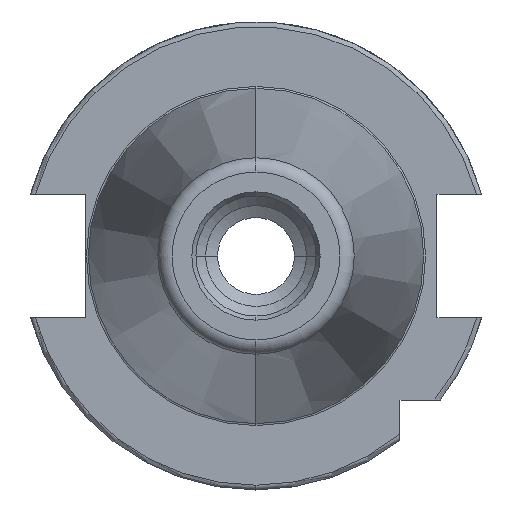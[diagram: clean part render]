
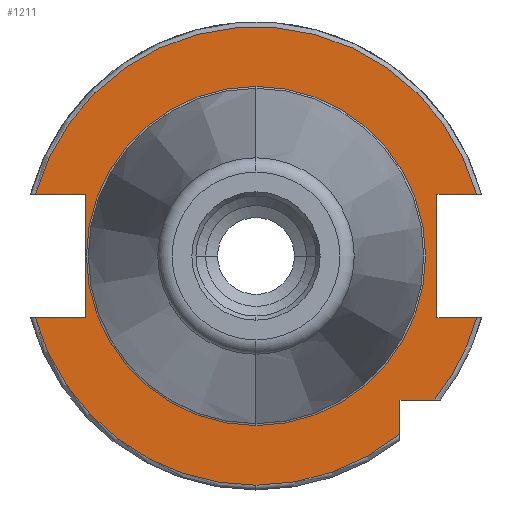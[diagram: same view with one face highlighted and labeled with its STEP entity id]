
A CAD part, left-side view. The second image highlights one B-rep face of the part: STEP entity #1211.
In plain terms, the highlighted planar face has unit normal (-1, 0, 0).
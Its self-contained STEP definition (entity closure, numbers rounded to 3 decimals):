
#3 = VERTEX_POINT ( 'NONE', #750 ) ;
#24 = VERTEX_POINT ( 'NONE', #263 ) ;
#76 = CIRCLE ( 'NONE', #1508, 35.325 ) ;
#77 = DIRECTION ( 'NONE',  ( 0., 0., -1. ) ) ;
#106 = DIRECTION ( 'NONE',  ( 1., 0., 0. ) ) ;
#147 = CARTESIAN_POINT ( 'NONE',  ( 3.2, 45.988, -12.85 ) ) ;
#156 = ORIENTED_EDGE ( 'NONE', *, *, #3519, .T. ) ;
#228 = ORIENTED_EDGE ( 'NONE', *, *, #3060, .F. ) ;
#255 = EDGE_CURVE ( 'NONE', #1594, #3109, #1888, .T. ) ;
#263 = CARTESIAN_POINT ( 'NONE',  ( 3.2, 35.5, -12.85 ) ) ;
#264 = EDGE_CURVE ( 'NONE', #2267, #2664, #2238, .T. ) ;
#276 = DIRECTION ( 'NONE',  ( -1., 0., 0. ) ) ;
#303 = CARTESIAN_POINT ( 'NONE',  ( 3.2, -37.7, 12.85 ) ) ;
#318 = CARTESIAN_POINT ( 'NONE',  ( 3.2, -30., -37.149 ) ) ;
#358 = ORIENTED_EDGE ( 'NONE', *, *, #3216, .T. ) ;
#428 = CARTESIAN_POINT ( 'NONE',  ( 3.2, -37.7, 12.85 ) ) ;
#432 = EDGE_CURVE ( 'NONE', #1435, #1881, #2786, .T. ) ;
#507 = EDGE_CURVE ( 'NONE', #3283, #1435, #2063, .T. ) ;
#516 = CARTESIAN_POINT ( 'NONE',  ( 3.2, -37.7, -12.85 ) ) ;
#523 = CARTESIAN_POINT ( 'NONE',  ( 3.2, 0., -47.75 ) ) ;
#560 = CIRCLE ( 'NONE', #2275, 47.75 ) ;
#566 = CIRCLE ( 'NONE', #2585, 47.75 ) ;
#594 = EDGE_CURVE ( 'NONE', #1131, #3232, #2512, .T. ) ;
#604 = LINE ( 'NONE', #1526, #699 ) ;
#635 = CARTESIAN_POINT ( 'NONE',  ( 3.2, -45.988, 12.85 ) ) ;
#699 = VECTOR ( 'NONE', #3463, 1000. ) ;
#745 = ORIENTED_EDGE ( 'NONE', *, *, #3030, .F. ) ;
#750 = CARTESIAN_POINT ( 'NONE',  ( 3.2, 45.988, 12.85 ) ) ;
#753 = VERTEX_POINT ( 'NONE', #1630 ) ;
#858 = CARTESIAN_POINT ( 'NONE',  ( 3.2, -37.7, -12.85 ) ) ;
#915 = AXIS2_PLACEMENT_3D ( 'NONE', #2056, #2006, #1916 ) ;
#959 = AXIS2_PLACEMENT_3D ( 'NONE', #3267, #3255, #3239 ) ;
#1023 = DIRECTION ( 'NONE',  ( -1., 0., 0. ) ) ;
#1059 = EDGE_CURVE ( 'NONE', #1524, #3, #560, .T. ) ;
#1131 = VERTEX_POINT ( 'NONE', #523 ) ;
#1140 = CARTESIAN_POINT ( 'NONE',  ( 3.2, 0., 0. ) ) ;
#1174 = PLANE ( 'NONE',  #3243 ) ;
#1211 = ADVANCED_FACE ( 'NONE', ( #3390, #3466 ), #1174, .F. ) ;
#1275 = CARTESIAN_POINT ( 'NONE',  ( 3.2, -30., -30. ) ) ;
#1326 = CARTESIAN_POINT ( 'NONE',  ( 3.2, 0., -35.325 ) ) ;
#1353 = CARTESIAN_POINT ( 'NONE',  ( 3.2, -38.426, -30. ) ) ;
#1435 = VERTEX_POINT ( 'NONE', #516 ) ;
#1449 = ORIENTED_EDGE ( 'NONE', *, *, #594, .T. ) ;
#1454 = EDGE_CURVE ( 'NONE', #753, #3, #604, .T. ) ;
#1455 = DIRECTION ( 'NONE',  ( 0., 0., -1. ) ) ;
#1461 = DIRECTION ( 'NONE',  ( -1., 0., 0. ) ) ;
#1473 = CARTESIAN_POINT ( 'NONE',  ( 3.2, 0., 0. ) ) ;
#1494 = CARTESIAN_POINT ( 'NONE',  ( 3.2, 0., 0. ) ) ;
#1506 = LINE ( 'NONE', #3688, #2256 ) ;
#1508 = AXIS2_PLACEMENT_3D ( 'NONE', #1473, #1461, #1455 ) ;
#1524 = VERTEX_POINT ( 'NONE', #635 ) ;
#1526 = CARTESIAN_POINT ( 'NONE',  ( 3.2, 35.5, 12.85 ) ) ;
#1535 = ORIENTED_EDGE ( 'NONE', *, *, #3457, .T. ) ;
#1594 = VERTEX_POINT ( 'NONE', #3056 ) ;
#1618 = EDGE_LOOP ( 'NONE', ( #3703, #3004, #1535, #156, #1449, #745, #2685, #2715, #3297, #2566, #358, #2521 ) ) ;
#1630 = CARTESIAN_POINT ( 'NONE',  ( 3.2, 35.5, 12.85 ) ) ;
#1731 = VERTEX_POINT ( 'NONE', #147 ) ;
#1735 = VECTOR ( 'NONE', #1816, 1000. ) ;
#1740 = CARTESIAN_POINT ( 'NONE',  ( 3.2, -30., -30. ) ) ;
#1781 = DIRECTION ( 'NONE',  ( 0., 0., -1. ) ) ;
#1807 = DIRECTION ( 'NONE',  ( 0., -1., 0. ) ) ;
#1809 = EDGE_LOOP ( 'NONE', ( #228, #2458 ) ) ;
#1816 = DIRECTION ( 'NONE',  ( 0., 0., -1. ) ) ;
#1823 = LINE ( 'NONE', #1740, #1735 ) ;
#1844 = AXIS2_PLACEMENT_3D ( 'NONE', #1140, #276, #3099 ) ;
#1881 = VERTEX_POINT ( 'NONE', #2764 ) ;
#1888 = LINE ( 'NONE', #1353, #2464 ) ;
#1916 = DIRECTION ( 'NONE',  ( 0., 0., -1. ) ) ;
#2006 = DIRECTION ( 'NONE',  ( -1., 0., 0. ) ) ;
#2056 = CARTESIAN_POINT ( 'NONE',  ( 3.2, 0., 0. ) ) ;
#2063 = LINE ( 'NONE', #428, #3585 ) ;
#2238 = CIRCLE ( 'NONE', #1844, 35.325 ) ;
#2256 = VECTOR ( 'NONE', #3413, 1000. ) ;
#2267 = VERTEX_POINT ( 'NONE', #3308 ) ;
#2273 = EDGE_CURVE ( 'NONE', #753, #24, #3088, .T. ) ;
#2275 = AXIS2_PLACEMENT_3D ( 'NONE', #1494, #3491, #1781 ) ;
#2458 = ORIENTED_EDGE ( 'NONE', *, *, #264, .F. ) ;
#2464 = VECTOR ( 'NONE', #2532, 1000. ) ;
#2512 = CIRCLE ( 'NONE', #959, 47.75 ) ;
#2521 = ORIENTED_EDGE ( 'NONE', *, *, #1059, .T. ) ;
#2532 = DIRECTION ( 'NONE',  ( 0., 1., 0. ) ) ;
#2566 = ORIENTED_EDGE ( 'NONE', *, *, #507, .F. ) ;
#2585 = AXIS2_PLACEMENT_3D ( 'NONE', #3063, #1023, #2769 ) ;
#2664 = VERTEX_POINT ( 'NONE', #1326 ) ;
#2685 = ORIENTED_EDGE ( 'NONE', *, *, #255, .F. ) ;
#2715 = ORIENTED_EDGE ( 'NONE', *, *, #2716, .T. ) ;
#2716 = EDGE_CURVE ( 'NONE', #1594, #1881, #3033, .T. ) ;
#2764 = CARTESIAN_POINT ( 'NONE',  ( 3.2, -45.988, -12.85 ) ) ;
#2769 = DIRECTION ( 'NONE',  ( 0., 0., -1. ) ) ;
#2786 = LINE ( 'NONE', #858, #3455 ) ;
#2812 = LINE ( 'NONE', #3359, #3394 ) ;
#3004 = ORIENTED_EDGE ( 'NONE', *, *, #2273, .T. ) ;
#3030 = EDGE_CURVE ( 'NONE', #3109, #3232, #1823, .T. ) ;
#3033 = CIRCLE ( 'NONE', #915, 47.75 ) ;
#3056 = CARTESIAN_POINT ( 'NONE',  ( 3.2, -37.149, -30. ) ) ;
#3060 = EDGE_CURVE ( 'NONE', #2664, #2267, #76, .T. ) ;
#3063 = CARTESIAN_POINT ( 'NONE',  ( 3.2, 0., 0. ) ) ;
#3088 = LINE ( 'NONE', #3340, #3616 ) ;
#3099 = DIRECTION ( 'NONE',  ( 0., 0., -1. ) ) ;
#3109 = VERTEX_POINT ( 'NONE', #1275 ) ;
#3170 = DIRECTION ( 'NONE',  ( 0., 0., 1. ) ) ;
#3216 = EDGE_CURVE ( 'NONE', #3283, #1524, #2812, .T. ) ;
#3232 = VERTEX_POINT ( 'NONE', #318 ) ;
#3239 = DIRECTION ( 'NONE',  ( 0., 0., -1. ) ) ;
#3243 = AXIS2_PLACEMENT_3D ( 'NONE', #3667, #106, #3170 ) ;
#3255 = DIRECTION ( 'NONE',  ( -1., 0., 0. ) ) ;
#3267 = CARTESIAN_POINT ( 'NONE',  ( 3.2, 0., 0. ) ) ;
#3283 = VERTEX_POINT ( 'NONE', #303 ) ;
#3297 = ORIENTED_EDGE ( 'NONE', *, *, #432, .F. ) ;
#3308 = CARTESIAN_POINT ( 'NONE',  ( 3.2, 0., 35.325 ) ) ;
#3340 = CARTESIAN_POINT ( 'NONE',  ( 3.2, 35.5, 12.85 ) ) ;
#3359 = CARTESIAN_POINT ( 'NONE',  ( 3.2, -37.7, 12.85 ) ) ;
#3370 = DIRECTION ( 'NONE',  ( 0., -1., 0. ) ) ;
#3390 = FACE_BOUND ( 'NONE', #1809, .T. ) ;
#3394 = VECTOR ( 'NONE', #3370, 1000. ) ;
#3413 = DIRECTION ( 'NONE',  ( 0., 1., 0. ) ) ;
#3455 = VECTOR ( 'NONE', #1807, 1000. ) ;
#3457 = EDGE_CURVE ( 'NONE', #24, #1731, #1506, .T. ) ;
#3463 = DIRECTION ( 'NONE',  ( 0., 1., 0. ) ) ;
#3466 = FACE_OUTER_BOUND ( 'NONE', #1618, .T. ) ;
#3491 = DIRECTION ( 'NONE',  ( -1., 0., 0. ) ) ;
#3505 = DIRECTION ( 'NONE',  ( 0., 0., -1. ) ) ;
#3519 = EDGE_CURVE ( 'NONE', #1731, #1131, #566, .T. ) ;
#3585 = VECTOR ( 'NONE', #77, 1000. ) ;
#3616 = VECTOR ( 'NONE', #3505, 1000. ) ;
#3667 = CARTESIAN_POINT ( 'NONE',  ( 3.2, 0., 35.325 ) ) ;
#3688 = CARTESIAN_POINT ( 'NONE',  ( 3.2, 35.5, -12.85 ) ) ;
#3703 = ORIENTED_EDGE ( 'NONE', *, *, #1454, .F. ) ;
